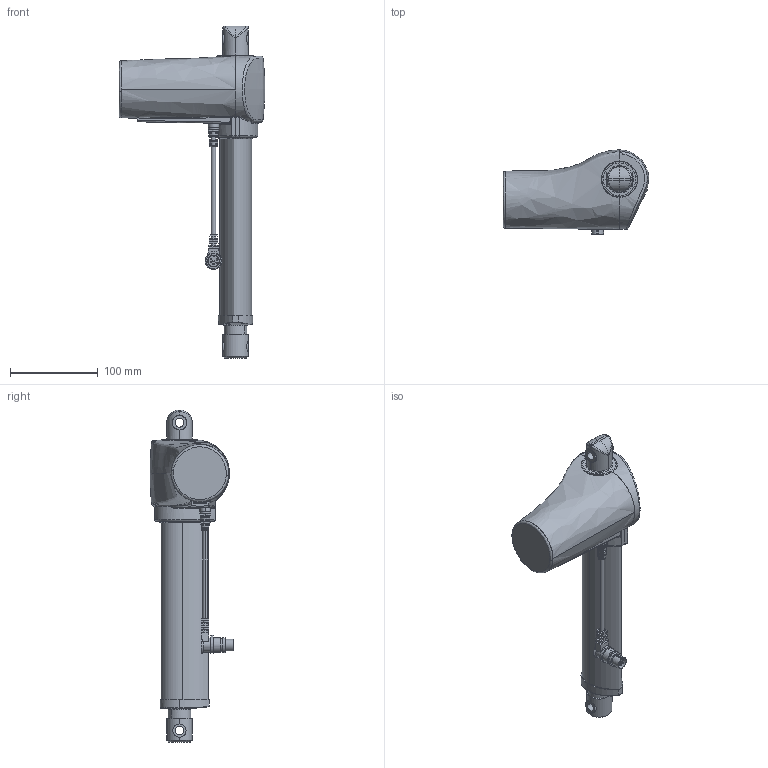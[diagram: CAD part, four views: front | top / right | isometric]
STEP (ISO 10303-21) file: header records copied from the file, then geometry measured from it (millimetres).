
FILE_DESCRIPTION (( 'STEP AP214' ), '1' );
FILE_NAME ('822.STEP', '2020-07-18T02:19:34', ( 'Sky123.Org' ), ( 'Sky123.Org' ), 'SwSTEP 2.0', 'SolidWorks 2012', '' );
FILE_SCHEMA (( 'AUTOMOTIVE_DESIGN' ));
Length unit declared in the file: millimetre
Products named in the file (1): 822
Bounding box: 165.93 x 95.45 x 377.38 mm (x, y, z)
Volume: 1170909.8 mm3; surface area: 99036.6 mm2
Topology: 1 solids, 1 shells, 363 faces, 935 edges, 588 vertices
Faces by surface type: plane 154, cylinder 110, bspline 60, torus 18, sphere 13, cone 8
Entity records: 51723 total; most frequent: CARTESIAN_POINT 41447, ORIENTED_EDGE 1816, DIRECTION 1645, EDGE_CURVE 908, AXIS2_PLACEMENT_3D 623, VERTEX_POINT 574, LINE 399, VECTOR 399
